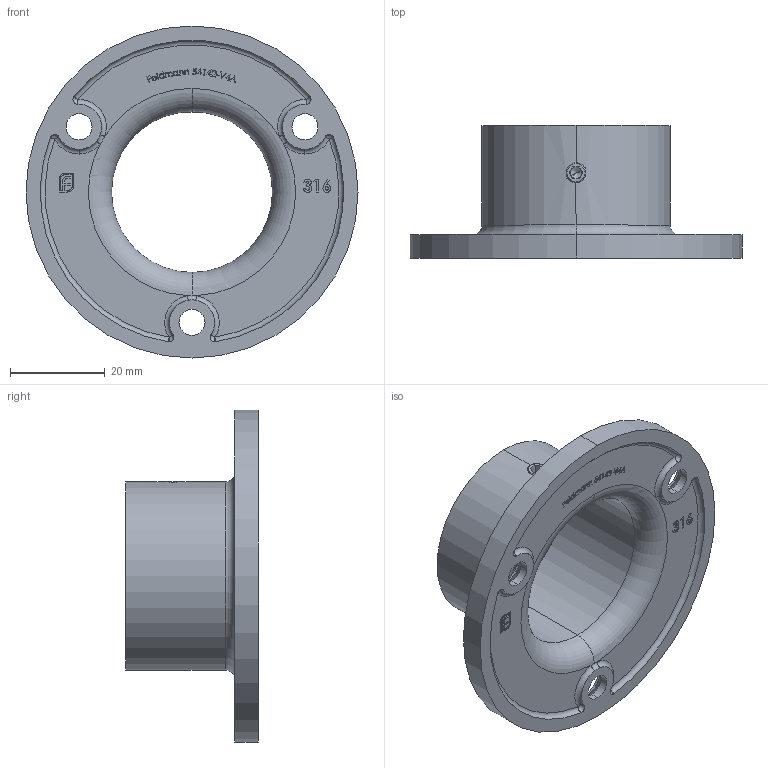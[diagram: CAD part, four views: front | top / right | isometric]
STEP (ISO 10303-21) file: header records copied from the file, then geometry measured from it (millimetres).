
FILE_DESCRIPTION (( 'STEP AP203' ), '1' );
FILE_NAME ('54142-V4A.step', '2021-04-30T09:56:22', ( '' ), ( '' ), 'SwSTEP 2.0', 'SolidWorks 2018', '' );
FILE_SCHEMA (( 'CONFIG_CONTROL_DESIGN' ));
Length unit declared in the file: millimetre
Products named in the file (6): 54142-V4A; DIN913_DIN 913 M5x3; 541XX-240 Teil1; DIN913; 541XX-240 Teil1_54142-V4A Teil1
Assembly tree (3 placements, depth 2):
  54142-V4A
    DIN913
  541XX-240 Teil1
  54142-V4A
    541XX-240 Teil1_54142-V4A Teil1
    DIN913_DIN 913 M5x3
Bounding box: 70 x 28 x 70 mm (x, y, z)
Volume: 19142 mm3; surface area: 12699.6 mm2
Topology: 2 solids, 2 shells, 386 faces, 1021 edges, 663 vertices
Faces by surface type: plane 216, bspline 106, cylinder 25, torus 15, cone 14, sphere 10
Entity records: 18181 total; most frequent: CARTESIAN_POINT 8742, ORIENTED_EDGE 2020, DIRECTION 1490, EDGE_CURVE 1010, LINE 666, VECTOR 666, VERTEX_POINT 657, EDGE_LOOP 425
